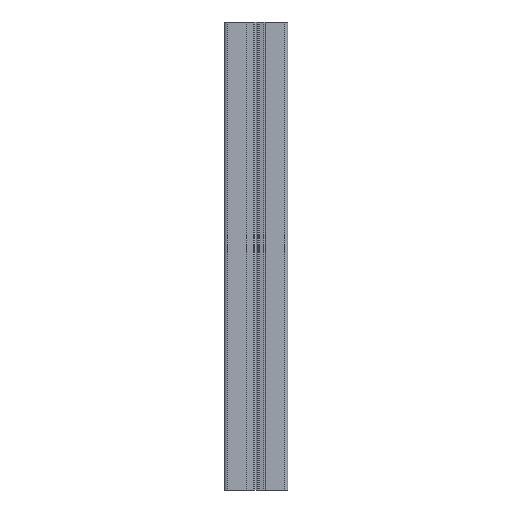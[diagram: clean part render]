
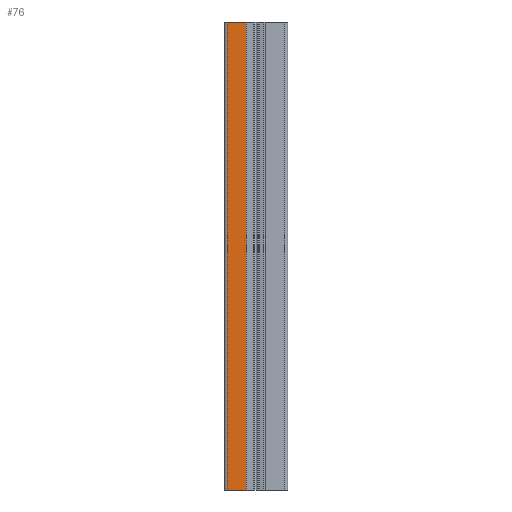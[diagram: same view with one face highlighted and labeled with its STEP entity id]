
A CAD part, left-side view. The second image highlights one B-rep face of the part: STEP entity #76.
In plain terms, the highlighted planar face has unit normal (-1, 0, 0).
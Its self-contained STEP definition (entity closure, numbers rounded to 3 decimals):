
#76 = ADVANCED_FACE( '', ( #158 ), #159, .T. );
#158 = FACE_OUTER_BOUND( '', #319, .T. );
#159 = PLANE( '', #320 );
#319 = EDGE_LOOP( '', ( #557, #558, #559, #560 ) );
#320 = AXIS2_PLACEMENT_3D( '', #561, #562, #563 );
#557 = ORIENTED_EDGE( '', *, *, #1251, .F. );
#558 = ORIENTED_EDGE( '', *, *, #1252, .F. );
#559 = ORIENTED_EDGE( '', *, *, #1174, .T. );
#560 = ORIENTED_EDGE( '', *, *, #1253, .T. );
#561 = CARTESIAN_POINT( '', ( -10., 9., -147. ) );
#562 = DIRECTION( '', ( -1., 0., 0. ) );
#563 = DIRECTION( '', ( 0., 0., 1. ) );
#1174 = EDGE_CURVE( '', #1404, #1405, #1406, .T. );
#1251 = EDGE_CURVE( '', #1558, #1559, #1560, .T. );
#1252 = EDGE_CURVE( '', #1404, #1558, #1561, .T. );
#1253 = EDGE_CURVE( '', #1405, #1559, #1562, .T. );
#1404 = VERTEX_POINT( '', #1788 );
#1405 = VERTEX_POINT( '', #1789 );
#1406 = LINE( '', #1790, #1791 );
#1558 = VERTEX_POINT( '', #2006 );
#1559 = VERTEX_POINT( '', #2007 );
#1560 = LINE( '', #2008, #2009 );
#1561 = LINE( '', #2010, #2011 );
#1562 = LINE( '', #2012, #2013 );
#1788 = CARTESIAN_POINT( '', ( -10., 9., -147. ) );
#1789 = CARTESIAN_POINT( '', ( -10., 3., -147. ) );
#1790 = CARTESIAN_POINT( '', ( -10., 9., -147. ) );
#1791 = VECTOR( '', #2376, 1000. );
#2006 = CARTESIAN_POINT( '', ( -10., 9., 0. ) );
#2007 = CARTESIAN_POINT( '', ( -10., 3., 0. ) );
#2008 = CARTESIAN_POINT( '', ( -10., 9., 0. ) );
#2009 = VECTOR( '', #2479, 1000. );
#2010 = CARTESIAN_POINT( '', ( -10., 9., -147. ) );
#2011 = VECTOR( '', #2480, 1000. );
#2012 = CARTESIAN_POINT( '', ( -10., 3., -147. ) );
#2013 = VECTOR( '', #2481, 1000. );
#2376 = DIRECTION( '', ( 0., -1., 0. ) );
#2479 = DIRECTION( '', ( 0., -1., 0. ) );
#2480 = DIRECTION( '', ( 0., 0., 1. ) );
#2481 = DIRECTION( '', ( 0., 0., 1. ) );
